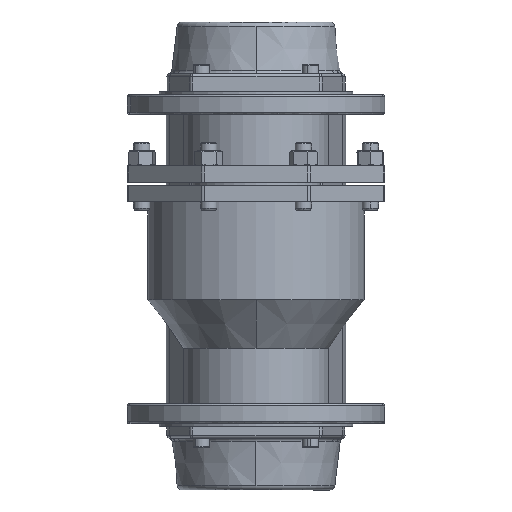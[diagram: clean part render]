
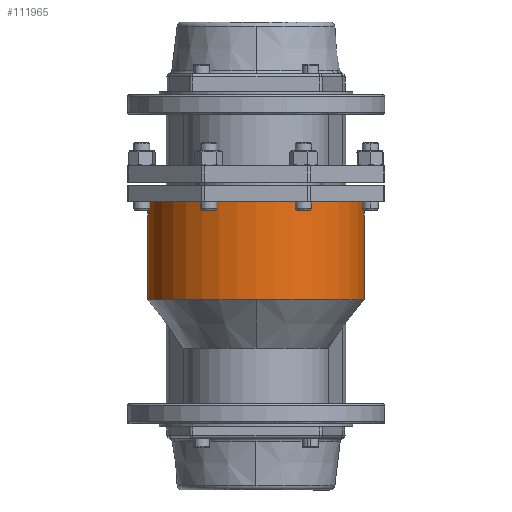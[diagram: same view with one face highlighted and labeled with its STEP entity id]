
A CAD part, front view. The second image highlights one B-rep face of the part: STEP entity #111965.
In plain terms, the highlighted cylindrical face has radius 105 mm (diameter 210 mm), a partial arc.
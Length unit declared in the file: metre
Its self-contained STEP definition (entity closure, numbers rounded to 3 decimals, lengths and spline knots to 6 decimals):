
#341 = DIRECTION ( 'NONE',  ( 0., 0., 1. ) ) ;
#2404 = CIRCLE ( 'NONE', #120594, 0.105 ) ;
#8143 = CARTESIAN_POINT ( 'NONE',  ( 0.060769, -0.012727, 0.2855 ) ) ;
#17501 = CARTESIAN_POINT ( 'NONE',  ( -0.149231, -0.012727, 0.3805 ) ) ;
#18737 = VERTEX_POINT ( 'NONE', #57884 ) ;
#20290 = ORIENTED_EDGE ( 'NONE', *, *, #58687, .T. ) ;
#25482 = EDGE_CURVE ( 'NONE', #54562, #31752, #30308, .T. ) ;
#27586 = ORIENTED_EDGE ( 'NONE', *, *, #25482, .T. ) ;
#30056 = ORIENTED_EDGE ( 'NONE', *, *, #64236, .F. ) ;
#30308 = CIRCLE ( 'NONE', #56855, 0.105 ) ;
#31116 = VECTOR ( 'NONE', #97226, 1. ) ;
#31752 = VERTEX_POINT ( 'NONE', #112024 ) ;
#32095 = ORIENTED_EDGE ( 'NONE', *, *, #78519, .T. ) ;
#33512 = AXIS2_PLACEMENT_3D ( 'NONE', #101095, #50595, #80034 ) ;
#40018 = DIRECTION ( 'NONE',  ( 0., 0., -1. ) ) ;
#50595 = DIRECTION ( 'NONE',  ( 0., 0., -1. ) ) ;
#54562 = VERTEX_POINT ( 'NONE', #67523 ) ;
#56855 = AXIS2_PLACEMENT_3D ( 'NONE', #98264, #40018, #117969 ) ;
#57091 = DIRECTION ( 'NONE',  ( 0., 0., -1. ) ) ;
#57884 = CARTESIAN_POINT ( 'NONE',  ( -0.149231, -0.012727, 0.2855 ) ) ;
#58687 = EDGE_CURVE ( 'NONE', #31752, #18737, #85272, .T. ) ;
#60171 = FACE_OUTER_BOUND ( 'NONE', #69194, .T. ) ;
#64236 = EDGE_CURVE ( 'NONE', #54562, #73247, #67786, .T. ) ;
#66744 = CARTESIAN_POINT ( 'NONE',  ( -0.044231, -0.012727, 0.2855 ) ) ;
#67523 = CARTESIAN_POINT ( 'NONE',  ( 0.060769, -0.012727, 0.3805 ) ) ;
#67786 = LINE ( 'NONE', #77405, #31116 ) ;
#69194 = EDGE_LOOP ( 'NONE', ( #30056, #27586, #20290, #32095 ) ) ;
#70434 = VECTOR ( 'NONE', #57091, 1. ) ;
#72296 = CYLINDRICAL_SURFACE ( 'NONE', #33512, 0.105 ) ;
#73247 = VERTEX_POINT ( 'NONE', #8143 ) ;
#77405 = CARTESIAN_POINT ( 'NONE',  ( 0.060769, -0.012727, 0.3805 ) ) ;
#78519 = EDGE_CURVE ( 'NONE', #18737, #73247, #2404, .T. ) ;
#80034 = DIRECTION ( 'NONE',  ( -1., 0., 0. ) ) ;
#85272 = LINE ( 'NONE', #17501, #70434 ) ;
#85941 = DIRECTION ( 'NONE',  ( -1., 0., 0. ) ) ;
#97226 = DIRECTION ( 'NONE',  ( 0., 0., -1. ) ) ;
#98264 = CARTESIAN_POINT ( 'NONE',  ( -0.044231, -0.012727, 0.3805 ) ) ;
#101095 = CARTESIAN_POINT ( 'NONE',  ( -0.044231, -0.012727, 0.3805 ) ) ;
#111965 = ADVANCED_FACE ( 'NONE', ( #60171 ), #72296, .T. ) ;
#112024 = CARTESIAN_POINT ( 'NONE',  ( -0.149231, -0.012727, 0.3805 ) ) ;
#117969 = DIRECTION ( 'NONE',  ( -1., 0., 0. ) ) ;
#120594 = AXIS2_PLACEMENT_3D ( 'NONE', #66744, #341, #85941 ) ;
